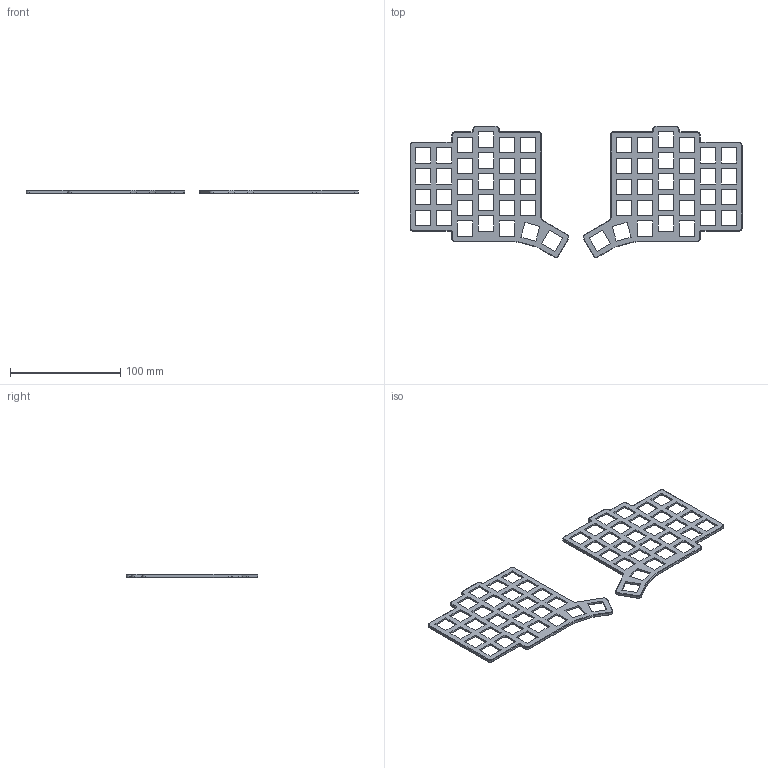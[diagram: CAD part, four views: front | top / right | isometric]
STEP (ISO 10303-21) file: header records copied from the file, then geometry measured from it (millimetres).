
FILE_DESCRIPTION(('FreeCAD Model'),'2;1');
FILE_NAME('Open CASCADE Shape Model','2025-01-13T11:58:52',(''),(''), 'Open CASCADE STEP processor 7.6','FreeCAD','Unknown');
FILE_SCHEMA(('AUTOMOTIVE_DESIGN { 1 0 10303 214 1 1 1 1 }'));
Length unit declared in the file: millimetre
Products named in the file (3): Enclosure_L; Plate-Mirrored; Plate
Assembly tree (2 placements, depth 2):
  Enclosure_L
    Plate-Mirrored
    Plate
Bounding box: 301 x 118.98 x 2.8 mm (x, y, z)
Volume: 29257.2 mm3; surface area: 36796.6 mm2
Topology: 2 solids, 2 shells, 956 faces, 2550 edges, 1656 vertices
Faces by surface type: plane 622, cylinder 266, cone 68
Entity records: 29836 total; most frequent: CARTESIAN_POINT 5165, ORIENTED_EDGE 5100, DIRECTION 5068, EDGE_CURVE 2550, LINE 1950, VECTOR 1950, VERTEX_POINT 1656, AXIS2_PLACEMENT_3D 1559
